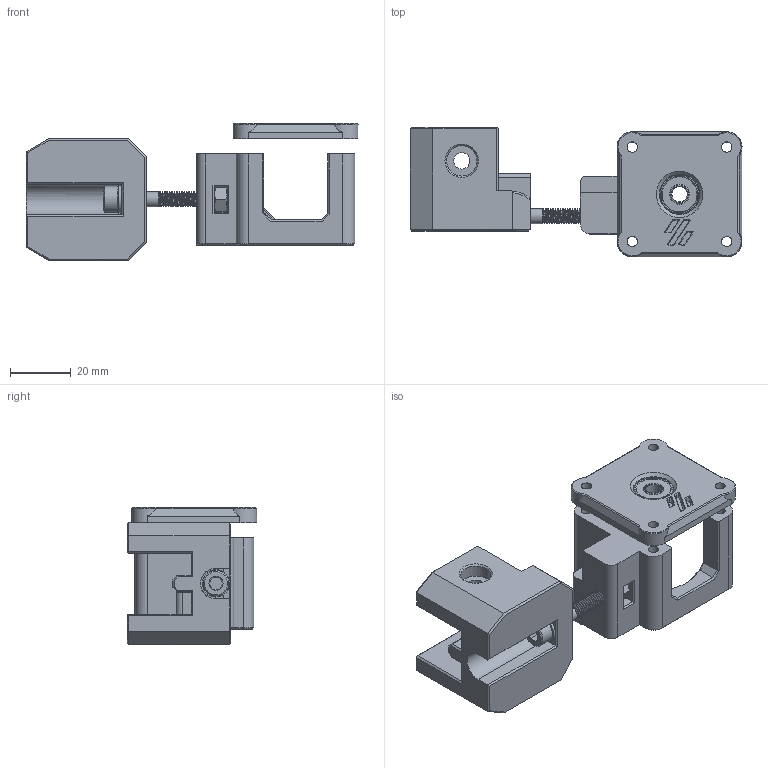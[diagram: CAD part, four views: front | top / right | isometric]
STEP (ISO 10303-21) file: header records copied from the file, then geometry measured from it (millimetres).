
FILE_DESCRIPTION(/* description */ (''),/* implementation_level */ '2;1');
FILE_NAME(/* name */ 'Untitled v1.step',/* time_stamp */ '2023-11-03T19:13:20-04:00',/* author */ (''),/* organization */ (''),/* preprocessor_version */ 'ST-DEVELOPER v20',/* originating_system */ 'Autodesk Translation Framework v12.14.0.127',/* authorisation */ '');
FILE_SCHEMA (('AUTOMOTIVE_DESIGN { 1 0 10303 214 3 1 1 }'));
Length unit declared in the file: millimetre
Products named in the file (9): Untitled; 98689A114_General Purpose 18-8 Stainless Steel Washer; 91292A193_18-8 Stainless Steel Socket Head Screw; 91828A241_18-8 Stainless Steel Hex Nut; AB_Tensioner_Holder_M5 (1) (1) (1) (1); Stepper_Carriage_M5(1) (1) (1); Bearing_Carriage_beveled_washers; Hardware; F695 ZZ
Assembly tree (8 placements, depth 4):
  Untitled
    98689A114_General Purpose 18-8 Stainless Steel Washer
    91292A193_18-8 Stainless Steel Socket Head Screw
    91828A241_18-8 Stainless Steel Hex Nut
    AB_Tensioner_Holder_M5 (1) (1) (1) (1)
    Stepper_Carriage_M5(1) (1) (1)
    Bearing_Carriage_beveled_washers
      Hardware
        F695 ZZ
Bounding box: 108.94 x 42.51 x 45 mm (x, y, z)
Volume: 56006.1 mm3; surface area: 25124.5 mm2
Topology: 8 solids, 9 shells, 437 faces, 1087 edges, 678 vertices
Faces by surface type: plane 232, cylinder 117, cone 55, bspline 33
Full cylindrical faces by diameter (mm): 2 x1, 3.2 x1, 3.4 x8, 3.961 x29, 5 x32, 5.3 x1, 5.4 x5, 6.5 x2, 8.5 x1, 9 x1, 10 x2, 11.5 x2, 13 x1, 13.25 x1, 15 x1, 15.25 x1
Entity records: 21833 total; most frequent: CARTESIAN_POINT 11726, ORIENTED_EDGE 2174, DIRECTION 1852, EDGE_CURVE 1087, VERTEX_POINT 678, LINE 648, VECTOR 648, AXIS2_PLACEMENT_3D 602
